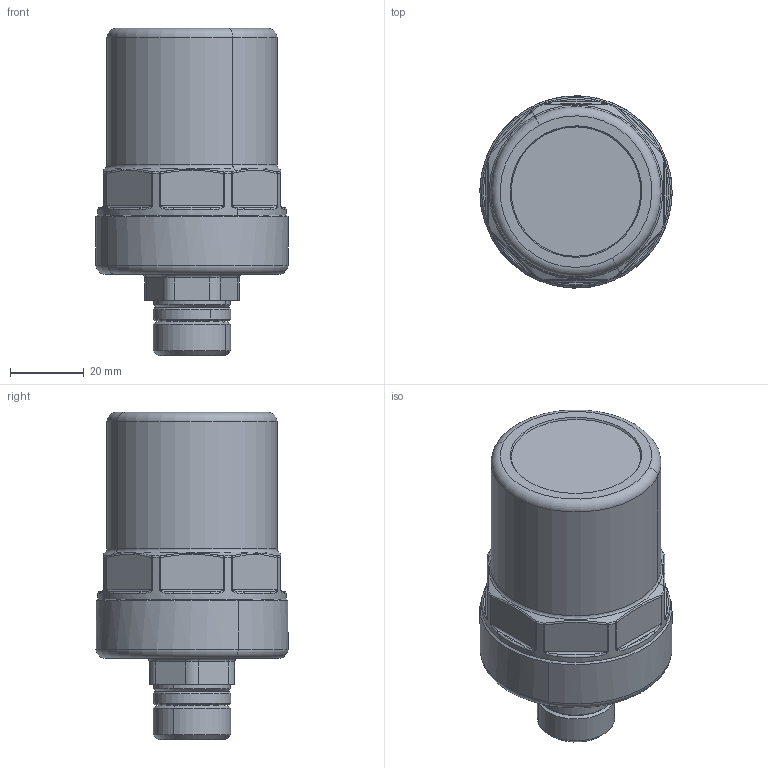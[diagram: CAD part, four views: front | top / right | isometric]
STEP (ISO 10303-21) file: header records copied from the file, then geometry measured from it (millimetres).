
FILE_DESCRIPTION(('CATIA V5 STEP Exchange','CAx-IF Rec.Pracs.--- Model Styling and Organization---1.5--- 2016-08-15','CAx-IF Rec.Pracs.---Supplemental Geometry---1.0---2011-11-01','CAx-IF Rec.Pracs.--- Composite Materials ---3.4---2017-06-13','CAx-IF Rec.Pracs.---Tessellated 3D Geometry---1.0---2015-12-17'),'2;1');
FILE_NAME('STEP_525041_-_TST.stp','2024-05-24T07:39:49+00:00',('none'),('none'),'CATIA Version 5-6 Release 2020 SP5','CATIA V5 STEP AP242 v2','none');
FILE_SCHEMA(('AP242_MANAGED_MODEL_BASED_3D_ENGINEERING_MIM_LF {1 0 10303 442 1 1 4}'));
Length unit declared in the file: millimetre
Products named in the file (1): 525041 - TST
Bounding box: 52 x 51.99 x 88.5 mm (x, y, z)
Volume: 128493.2 mm3; surface area: 15591 mm2
Topology: 1 solids, 2 shells, 175 faces, 404 edges, 222 vertices
Faces by surface type: cylinder 56, plane 31, torus 28, bspline 28, cone 16, sphere 16
Entity records: 7137 total; most frequent: CARTESIAN_POINT 3704, ORIENTED_EDGE 776, DIRECTION 531, EDGE_CURVE 388, AXIS2_PLACEMENT_3D 298, VERTEX_POINT 222, EDGE_LOOP 182, CIRCLE 177
